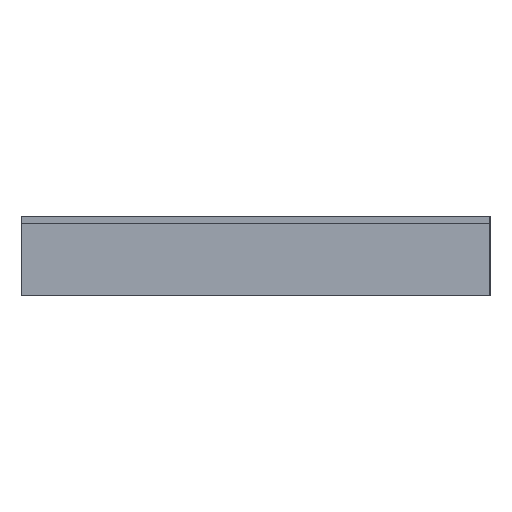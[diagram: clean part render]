
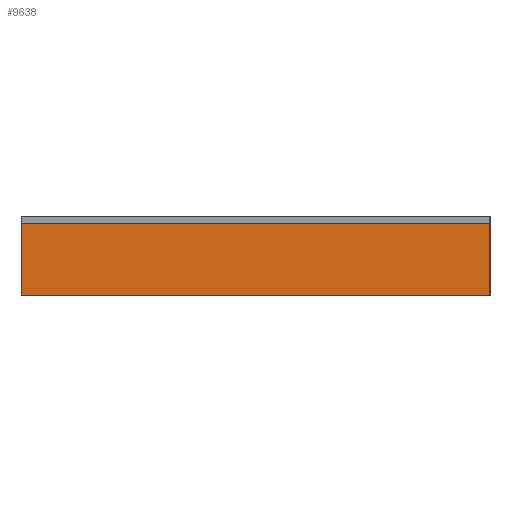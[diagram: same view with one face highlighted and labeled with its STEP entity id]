
A CAD part, left-side view. The second image highlights one B-rep face of the part: STEP entity #9638.
In plain terms, the highlighted planar face has unit normal (-1, 0, 0).
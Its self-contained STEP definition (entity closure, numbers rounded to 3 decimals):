
#385=FACE_OUTER_BOUND('',#890,.T.);
#890=EDGE_LOOP('',(#6557,#6558,#6559,#6560));
#1619=LINE('',#13368,#2910);
#1637=LINE('',#13404,#2928);
#1638=LINE('',#13406,#2929);
#1639=LINE('',#13407,#2930);
#2910=VECTOR('',#10840,10.);
#2928=VECTOR('',#10876,10.);
#2929=VECTOR('',#10877,10.);
#2930=VECTOR('',#10878,10.);
#4209=VERTEX_POINT('',#13365);
#4210=VERTEX_POINT('',#13367);
#4219=VERTEX_POINT('',#13403);
#4220=VERTEX_POINT('',#13405);
#5135=EDGE_CURVE('',#4209,#4210,#1619,.T.);
#5153=EDGE_CURVE('',#4219,#4209,#1637,.T.);
#5154=EDGE_CURVE('',#4219,#4220,#1638,.T.);
#5155=EDGE_CURVE('',#4220,#4210,#1639,.T.);
#6557=ORIENTED_EDGE('',*,*,#5135,.F.);
#6558=ORIENTED_EDGE('',*,*,#5153,.F.);
#6559=ORIENTED_EDGE('',*,*,#5154,.T.);
#6560=ORIENTED_EDGE('',*,*,#5155,.T.);
#9199=PLANE('',#10170);
#9638=ADVANCED_FACE('',(#385),#9199,.T.);
#10170=AXIS2_PLACEMENT_3D('',#13402,#10874,#10875);
#10840=DIRECTION('',(0.,1.,0.));
#10874=DIRECTION('center_axis',(-1.,0.,0.));
#10875=DIRECTION('ref_axis',(0.,1.,0.));
#10876=DIRECTION('',(0.,0.,-1.));
#10877=DIRECTION('',(0.,1.,0.));
#10878=DIRECTION('',(0.,0.,-1.));
#13365=CARTESIAN_POINT('',(-3.5,-3.5,-15.));
#13367=CARTESIAN_POINT('',(-3.5,93.5,-15.));
#13368=CARTESIAN_POINT('',(-3.5,-3.5,-15.));
#13402=CARTESIAN_POINT('Origin',(-3.5,-3.5,0.));
#13403=CARTESIAN_POINT('',(-3.5,-3.5,0.));
#13404=CARTESIAN_POINT('',(-3.5,-3.5,0.));
#13405=CARTESIAN_POINT('',(-3.5,93.5,0.));
#13406=CARTESIAN_POINT('',(-3.5,-3.5,0.));
#13407=CARTESIAN_POINT('',(-3.5,93.5,0.));
